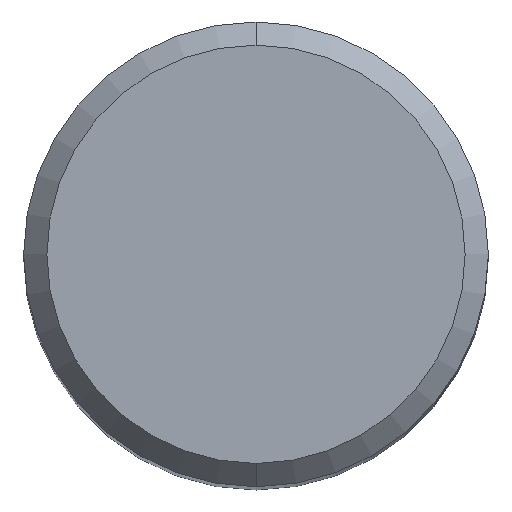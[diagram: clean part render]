
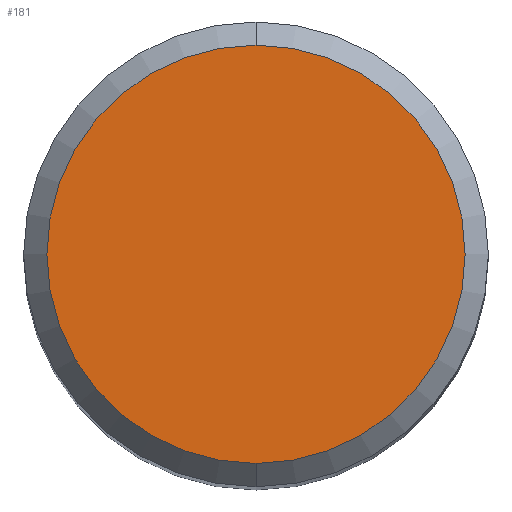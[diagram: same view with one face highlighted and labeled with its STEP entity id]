
A CAD part, top view. The second image highlights one B-rep face of the part: STEP entity #181.
In plain terms, the highlighted planar face has unit normal (0, 0, 1).
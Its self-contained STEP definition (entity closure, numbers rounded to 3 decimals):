
#139=VERTEX_POINT('',#296);
#177=EDGE_CURVE('',#139,#179,#337,.T.);
#179=VERTEX_POINT('',#339);
#181=ADVANCED_FACE('',(#341),#342,.T.);
#227=EDGE_CURVE('',#179,#139,#394,.T.);
#296=CARTESIAN_POINT('',(0.0,3.6,0.0));
#337=CIRCLE('',#518,3.6);
#339=CARTESIAN_POINT('',(0.,-3.6,0.0));
#341=FACE_OUTER_BOUND('',#522,.T.);
#342=PLANE('',#523);
#394=CIRCLE('',#596,3.6);
#518=AXIS2_PLACEMENT_3D('',#704,#705,#706);
#522=EDGE_LOOP('',(#708,#709));
#523=AXIS2_PLACEMENT_3D('',#710,#711,#712);
#596=AXIS2_PLACEMENT_3D('',#782,#783,#784);
#704=CARTESIAN_POINT('',(0.0,0.0,0.0));
#705=DIRECTION('',(0.0,0.0,-1.0));
#706=DIRECTION('',(0.0,1.0,0.0));
#708=ORIENTED_EDGE('',*,*,#177,.F.);
#709=ORIENTED_EDGE('',*,*,#227,.F.);
#710=CARTESIAN_POINT('',(0.0,1.8,0.0));
#711=DIRECTION('',(-0.0,0.0,1.0));
#712=DIRECTION('',(0.0,-1.0,0.0));
#782=CARTESIAN_POINT('',(0.0,0.0,0.0));
#783=DIRECTION('',(0.0,0.0,-1.0));
#784=DIRECTION('',(0.0,1.0,0.0));
